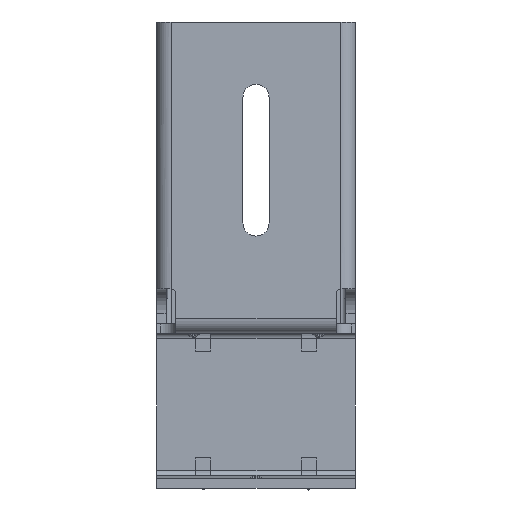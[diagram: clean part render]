
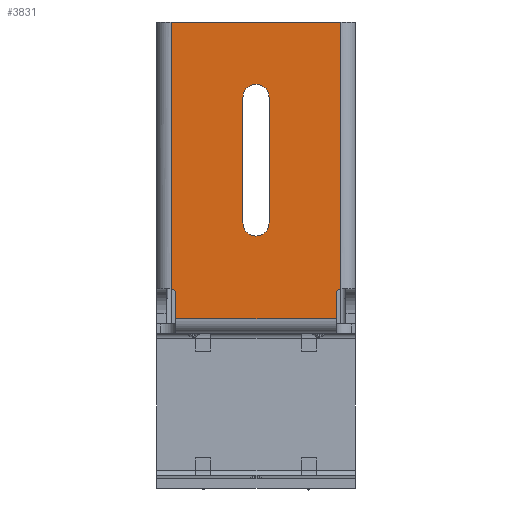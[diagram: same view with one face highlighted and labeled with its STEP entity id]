
A CAD part, front view. The second image highlights one B-rep face of the part: STEP entity #3831.
In plain terms, the highlighted planar face has unit normal (0, -1, 0).
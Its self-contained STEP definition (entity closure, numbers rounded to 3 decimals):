
#224 = ORIENTED_EDGE ( 'NONE', *, *, #9907, .F. ) ;
#352 = LINE ( 'NONE', #6947, #11025 ) ;
#520 = CARTESIAN_POINT ( 'NONE',  ( 0., -1.9, -15. ) ) ;
#757 = LINE ( 'NONE', #10412, #11438 ) ;
#880 = DIRECTION ( 'NONE',  ( 0., 0., 1. ) ) ;
#902 = VERTEX_POINT ( 'NONE', #13017 ) ;
#1013 = VERTEX_POINT ( 'NONE', #3472 ) ;
#1014 = FACE_BOUND ( 'NONE', #7665, .T. ) ;
#1197 = VECTOR ( 'NONE', #6060, 1000. ) ;
#1222 = EDGE_CURVE ( 'NONE', #10744, #8932, #9232, .T. ) ;
#1242 = VERTEX_POINT ( 'NONE', #4303 ) ;
#1402 = CARTESIAN_POINT ( 'NONE',  ( -16., -1.9, -59.1 ) ) ;
#1418 = DIRECTION ( 'NONE',  ( 0., -1., 0. ) ) ;
#1491 = CARTESIAN_POINT ( 'NONE',  ( 0., -1.9, -40. ) ) ;
#1529 = DIRECTION ( 'NONE',  ( 0., 0., -1. ) ) ;
#1558 = CARTESIAN_POINT ( 'NONE',  ( -16.9, -1.9, 0. ) ) ;
#1593 = CARTESIAN_POINT ( 'NONE',  ( 16., -1.9, -54.1 ) ) ;
#1759 = CARTESIAN_POINT ( 'NONE',  ( 19.8, -1.9, 0. ) ) ;
#2059 = AXIS2_PLACEMENT_3D ( 'NONE', #3534, #10555, #4587 ) ;
#2102 = VERTEX_POINT ( 'NONE', #1593 ) ;
#2152 = DIRECTION ( 'NONE',  ( 0., 0., -1. ) ) ;
#2154 = EDGE_CURVE ( 'NONE', #12258, #9508, #5200, .T. ) ;
#2392 = CARTESIAN_POINT ( 'NONE',  ( 5.333, -1.9, -59.1 ) ) ;
#2511 = DIRECTION ( 'NONE',  ( 0., 0., -1. ) ) ;
#2540 = CARTESIAN_POINT ( 'NONE',  ( 2.6, -1.9, -40. ) ) ;
#2800 = ORIENTED_EDGE ( 'NONE', *, *, #12357, .T. ) ;
#2822 = VERTEX_POINT ( 'NONE', #2540 ) ;
#3213 = ORIENTED_EDGE ( 'NONE', *, *, #1222, .F. ) ;
#3472 = CARTESIAN_POINT ( 'NONE',  ( -16., -1.9, -54.1 ) ) ;
#3534 = CARTESIAN_POINT ( 'NONE',  ( 17., -1.9, -54.1 ) ) ;
#3706 = FACE_OUTER_BOUND ( 'NONE', #6908, .T. ) ;
#3755 = ORIENTED_EDGE ( 'NONE', *, *, #12024, .F. ) ;
#3831 = ADVANCED_FACE ( 'NONE', ( #1014, #3706 ), #8771, .F. ) ;
#3964 = CARTESIAN_POINT ( 'NONE',  ( 2.6, -1.9, -15. ) ) ;
#4017 = CARTESIAN_POINT ( 'NONE',  ( -16., -1.9, 0. ) ) ;
#4264 = EDGE_CURVE ( 'NONE', #8932, #1242, #10604, .T. ) ;
#4303 = CARTESIAN_POINT ( 'NONE',  ( 0., -1.9, -42.6 ) ) ;
#4446 = DIRECTION ( 'NONE',  ( 0., 0., 1. ) ) ;
#4587 = DIRECTION ( 'NONE',  ( 0., 0., 1. ) ) ;
#4608 = ORIENTED_EDGE ( 'NONE', *, *, #7602, .T. ) ;
#4718 = LINE ( 'NONE', #9156, #7067 ) ;
#4830 = DIRECTION ( 'NONE',  ( 0., 0., 1. ) ) ;
#4942 = CIRCLE ( 'NONE', #11546, 2.6 ) ;
#5200 = LINE ( 'NONE', #12812, #12534 ) ;
#5425 = CARTESIAN_POINT ( 'NONE',  ( -16., -1.9, -59.1 ) ) ;
#5716 = VERTEX_POINT ( 'NONE', #1558 ) ;
#5746 = DIRECTION ( 'NONE',  ( 0., 1., 0. ) ) ;
#6060 = DIRECTION ( 'NONE',  ( -1., 0., 0. ) ) ;
#6112 = VERTEX_POINT ( 'NONE', #1402 ) ;
#6248 = CARTESIAN_POINT ( 'NONE',  ( -2.6, -1.9, -15. ) ) ;
#6471 = AXIS2_PLACEMENT_3D ( 'NONE', #1491, #8518, #2511 ) ;
#6674 = AXIS2_PLACEMENT_3D ( 'NONE', #11694, #5746, #12706 ) ;
#6908 = EDGE_LOOP ( 'NONE', ( #2800, #12496, #9173, #4608, #9243, #11426, #10742, #8971 ) ) ;
#6947 = CARTESIAN_POINT ( 'NONE',  ( 16., -1.9, 0. ) ) ;
#7067 = VECTOR ( 'NONE', #2152, 1000. ) ;
#7356 = CARTESIAN_POINT ( 'NONE',  ( 16.9, -1.9, 0. ) ) ;
#7412 = CARTESIAN_POINT ( 'NONE',  ( -5.333, -1.9, -59.1 ) ) ;
#7462 = CARTESIAN_POINT ( 'NONE',  ( 0., -1.9, -40. ) ) ;
#7564 = DIRECTION ( 'NONE',  ( 0., -1., 0. ) ) ;
#7602 = EDGE_CURVE ( 'NONE', #6112, #9327, #12559, .T. ) ;
#7665 = EDGE_LOOP ( 'NONE', ( #3755, #8724, #10306, #3213, #224 ) ) ;
#8296 = VECTOR ( 'NONE', #11011, 1000. ) ;
#8298 = EDGE_CURVE ( 'NONE', #9327, #2102, #352, .T. ) ;
#8365 = CIRCLE ( 'NONE', #6471, 2.6 ) ;
#8452 = DIRECTION ( 'NONE',  ( 0., 0., -1. ) ) ;
#8518 = DIRECTION ( 'NONE',  ( 0., -1., 0. ) ) ;
#8724 = ORIENTED_EDGE ( 'NONE', *, *, #9586, .F. ) ;
#8771 = PLANE ( 'NONE',  #11296 ) ;
#8932 = VERTEX_POINT ( 'NONE', #11205 ) ;
#8971 = ORIENTED_EDGE ( 'NONE', *, *, #12667, .T. ) ;
#9156 = CARTESIAN_POINT ( 'NONE',  ( -16.9, -1.9, 0. ) ) ;
#9173 = ORIENTED_EDGE ( 'NONE', *, *, #12259, .T. ) ;
#9200 = LINE ( 'NONE', #11972, #1197 ) ;
#9232 = LINE ( 'NONE', #11162, #12236 ) ;
#9243 = ORIENTED_EDGE ( 'NONE', *, *, #8298, .T. ) ;
#9327 = VERTEX_POINT ( 'NONE', #11013 ) ;
#9397 = CARTESIAN_POINT ( 'NONE',  ( 16., -1.9, -59.1 ) ) ;
#9439 = AXIS2_PLACEMENT_3D ( 'NONE', #7462, #1418, #8452 ) ;
#9508 = VERTEX_POINT ( 'NONE', #7356 ) ;
#9586 = EDGE_CURVE ( 'NONE', #1242, #2822, #8365, .T. ) ;
#9907 = EDGE_CURVE ( 'NONE', #11092, #10744, #4942, .T. ) ;
#10054 = DIRECTION ( 'NONE',  ( 0., 0., 1. ) ) ;
#10306 = ORIENTED_EDGE ( 'NONE', *, *, #4264, .F. ) ;
#10412 = CARTESIAN_POINT ( 'NONE',  ( 2.6, -1.9, -40. ) ) ;
#10430 = EDGE_CURVE ( 'NONE', #2102, #12258, #12263, .T. ) ;
#10555 = DIRECTION ( 'NONE',  ( 0., 1., 0. ) ) ;
#10604 = CIRCLE ( 'NONE', #9439, 2.6 ) ;
#10742 = ORIENTED_EDGE ( 'NONE', *, *, #2154, .T. ) ;
#10744 = VERTEX_POINT ( 'NONE', #6248 ) ;
#10801 = DIRECTION ( 'NONE',  ( 0., 1., 0. ) ) ;
#10953 = LINE ( 'NONE', #4017, #8296 ) ;
#11011 = DIRECTION ( 'NONE',  ( 0., 0., -1. ) ) ;
#11013 = CARTESIAN_POINT ( 'NONE',  ( 16., -1.9, -59.1 ) ) ;
#11025 = VECTOR ( 'NONE', #880, 1000. ) ;
#11028 = DIRECTION ( 'NONE',  ( 0., 0., -1. ) ) ;
#11092 = VERTEX_POINT ( 'NONE', #3964 ) ;
#11162 = CARTESIAN_POINT ( 'NONE',  ( -2.6, -1.9, -40. ) ) ;
#11205 = CARTESIAN_POINT ( 'NONE',  ( -2.6, -1.9, -40. ) ) ;
#11296 = AXIS2_PLACEMENT_3D ( 'NONE', #1759, #10801, #4830 ) ;
#11426 = ORIENTED_EDGE ( 'NONE', *, *, #10430, .T. ) ;
#11438 = VECTOR ( 'NONE', #4446, 1000. ) ;
#11439 = EDGE_CURVE ( 'NONE', #902, #1013, #13016, .T. ) ;
#11546 = AXIS2_PLACEMENT_3D ( 'NONE', #520, #7564, #1529 ) ;
#11694 = CARTESIAN_POINT ( 'NONE',  ( -17., -1.9, -54.1 ) ) ;
#11972 = CARTESIAN_POINT ( 'NONE',  ( 19.8, -1.9, 0. ) ) ;
#11981 = CARTESIAN_POINT ( 'NONE',  ( 16.9, -1.9, -53.105 ) ) ;
#12024 = EDGE_CURVE ( 'NONE', #2822, #11092, #757, .T. ) ;
#12236 = VECTOR ( 'NONE', #11028, 1000. ) ;
#12258 = VERTEX_POINT ( 'NONE', #11981 ) ;
#12259 = EDGE_CURVE ( 'NONE', #1013, #6112, #10953, .T. ) ;
#12263 = CIRCLE ( 'NONE', #2059, 1. ) ;
#12357 = EDGE_CURVE ( 'NONE', #5716, #902, #4718, .T. ) ;
#12496 = ORIENTED_EDGE ( 'NONE', *, *, #11439, .T. ) ;
#12534 = VECTOR ( 'NONE', #10054, 1000. ) ;
#12559 = B_SPLINE_CURVE_WITH_KNOTS ( 'NONE', 3,
 ( #5425, #7412, #2392, #9397 ),
 .UNSPECIFIED., .F., .F.,
 ( 4, 4 ),
 ( 0., 1. ),
 .UNSPECIFIED. ) ;
#12667 = EDGE_CURVE ( 'NONE', #9508, #5716, #9200, .T. ) ;
#12706 = DIRECTION ( 'NONE',  ( 0., 0., 1. ) ) ;
#12812 = CARTESIAN_POINT ( 'NONE',  ( 16.9, -1.9, -59.1 ) ) ;
#13016 = CIRCLE ( 'NONE', #6674, 1. ) ;
#13017 = CARTESIAN_POINT ( 'NONE',  ( -16.9, -1.9, -53.105 ) ) ;
